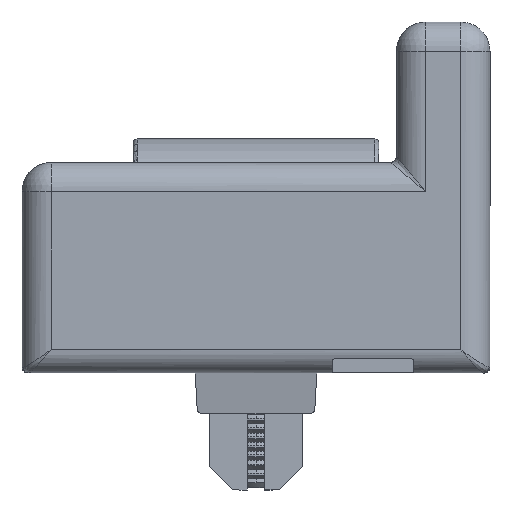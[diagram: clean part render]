
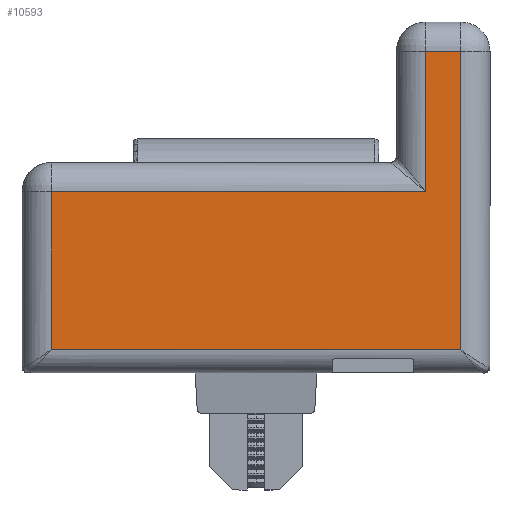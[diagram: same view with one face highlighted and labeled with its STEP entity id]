
A CAD part, left-side view. The second image highlights one B-rep face of the part: STEP entity #10593.
In plain terms, the highlighted planar face has unit normal (-1, 0, 0).
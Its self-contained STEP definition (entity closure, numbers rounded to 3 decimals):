
#102 = LINE ( 'NONE', #1225, #3580 ) ;
#173 = VERTEX_POINT ( 'NONE', #6637 ) ;
#606 = CARTESIAN_POINT ( 'NONE',  ( -40., -14.5, 16. ) ) ;
#734 = CARTESIAN_POINT ( 'NONE',  ( -40., 17.5, 0. ) ) ;
#885 = LINE ( 'NONE', #12388, #10478 ) ;
#1158 = VECTOR ( 'NONE', #5886, 1000. ) ;
#1225 = CARTESIAN_POINT ( 'NONE',  ( -40., -20., 0. ) ) ;
#1400 = LINE ( 'NONE', #4283, #11807 ) ;
#1410 = ORIENTED_EDGE ( 'NONE', *, *, #3681, .F. ) ;
#2041 = EDGE_LOOP ( 'NONE', ( #2706, #3568, #9355, #1410, #12978, #5364 ) ) ;
#2057 = VERTEX_POINT ( 'NONE', #2610 ) ;
#2490 = FACE_OUTER_BOUND ( 'NONE', #2041, .T. ) ;
#2610 = CARTESIAN_POINT ( 'NONE',  ( -40., -14.5, 25.5 ) ) ;
#2706 = ORIENTED_EDGE ( 'NONE', *, *, #3986, .F. ) ;
#2746 = EDGE_CURVE ( 'NONE', #12633, #11250, #102, .T. ) ;
#3219 = DIRECTION ( 'NONE',  ( 0., -1., 0. ) ) ;
#3436 = VECTOR ( 'NONE', #10921, 1000. ) ;
#3535 = VECTOR ( 'NONE', #3219, 1000. ) ;
#3568 = ORIENTED_EDGE ( 'NONE', *, *, #11216, .F. ) ;
#3580 = VECTOR ( 'NONE', #8627, 1000. ) ;
#3681 = EDGE_CURVE ( 'NONE', #11250, #10998, #1400, .T. ) ;
#3986 = EDGE_CURVE ( 'NONE', #2057, #173, #885, .T. ) ;
#4283 = CARTESIAN_POINT ( 'NONE',  ( -40., 17.5, 16. ) ) ;
#4357 = CARTESIAN_POINT ( 'NONE',  ( -40., -17.5, 0. ) ) ;
#5364 = ORIENTED_EDGE ( 'NONE', *, *, #13247, .F. ) ;
#5886 = DIRECTION ( 'NONE',  ( 0., 0., 1. ) ) ;
#6252 = LINE ( 'NONE', #9811, #3436 ) ;
#6284 = AXIS2_PLACEMENT_3D ( 'NONE', #12264, #12074, #13180 ) ;
#6637 = CARTESIAN_POINT ( 'NONE',  ( -40., -17.5, 25.5 ) ) ;
#7115 = DIRECTION ( 'NONE',  ( 0., -1., 0. ) ) ;
#7451 = LINE ( 'NONE', #606, #1158 ) ;
#8627 = DIRECTION ( 'NONE',  ( 0., 1., 0. ) ) ;
#8759 = EDGE_CURVE ( 'NONE', #10998, #9644, #10147, .T. ) ;
#8910 = CARTESIAN_POINT ( 'NONE',  ( -40., -14.5, 13.5 ) ) ;
#9355 = ORIENTED_EDGE ( 'NONE', *, *, #8759, .F. ) ;
#9540 = CARTESIAN_POINT ( 'NONE',  ( -40., 20., 13.5 ) ) ;
#9644 = VERTEX_POINT ( 'NONE', #8910 ) ;
#9811 = CARTESIAN_POINT ( 'NONE',  ( -40., -17.5, 16. ) ) ;
#10147 = LINE ( 'NONE', #9540, #3535 ) ;
#10478 = VECTOR ( 'NONE', #7115, 1000. ) ;
#10573 = DIRECTION ( 'NONE',  ( 0., 0., 1. ) ) ;
#10593 = ADVANCED_FACE ( 'NONE', ( #2490 ), #13256, .F. ) ;
#10735 = CARTESIAN_POINT ( 'NONE',  ( -40., 17.5, 13.5 ) ) ;
#10921 = DIRECTION ( 'NONE',  ( 0., 0., -1. ) ) ;
#10998 = VERTEX_POINT ( 'NONE', #10735 ) ;
#11216 = EDGE_CURVE ( 'NONE', #9644, #2057, #7451, .T. ) ;
#11250 = VERTEX_POINT ( 'NONE', #734 ) ;
#11807 = VECTOR ( 'NONE', #10573, 1000. ) ;
#12074 = DIRECTION ( 'NONE',  ( 1., 0., 0. ) ) ;
#12264 = CARTESIAN_POINT ( 'NONE',  ( -40., 20., 16. ) ) ;
#12388 = CARTESIAN_POINT ( 'NONE',  ( -40., 20., 25.5 ) ) ;
#12633 = VERTEX_POINT ( 'NONE', #4357 ) ;
#12978 = ORIENTED_EDGE ( 'NONE', *, *, #2746, .F. ) ;
#13180 = DIRECTION ( 'NONE',  ( 0., 1., 0. ) ) ;
#13247 = EDGE_CURVE ( 'NONE', #173, #12633, #6252, .T. ) ;
#13256 = PLANE ( 'NONE',  #6284 ) ;
